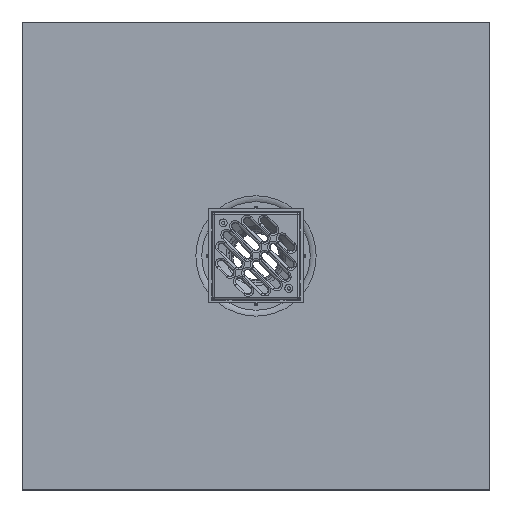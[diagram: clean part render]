
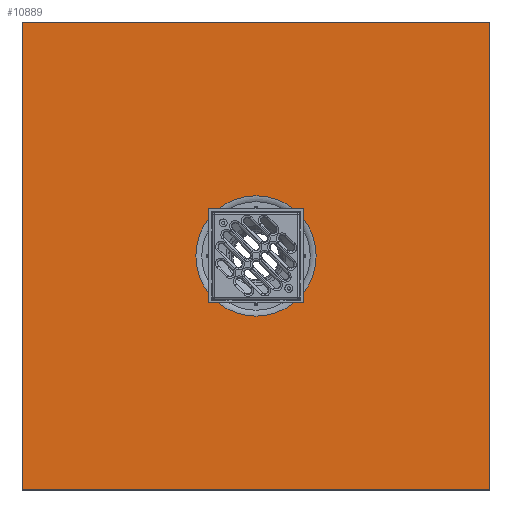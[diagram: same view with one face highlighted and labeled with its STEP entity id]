
A CAD part, top view. The second image highlights one B-rep face of the part: STEP entity #10889.
In plain terms, the highlighted planar face has unit normal (0, 0, 1).
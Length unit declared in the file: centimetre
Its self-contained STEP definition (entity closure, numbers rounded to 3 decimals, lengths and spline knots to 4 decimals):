
#228=FACE_BOUND('',#3049,.T.);
#342=PLANE('',#12018);
#743=LINE('',#19500,#1365);
#747=LINE('',#19507,#1369);
#750=LINE('',#19513,#1372);
#751=LINE('',#19515,#1373);
#1365=VECTOR('',#14452,1.);
#1369=VECTOR('',#14458,1.);
#1372=VECTOR('',#14463,1.);
#1373=VECTOR('',#14466,1.);
#2314=FACE_OUTER_BOUND('',#3048,.T.);
#3048=EDGE_LOOP('',(#8478,#8479,#8480,#8481));
#3049=EDGE_LOOP('',(#8482));
#3968=CIRCLE('',#11988,64.3137);
#4894=VERTEX_POINT('',#19451);
#4909=VERTEX_POINT('',#19497);
#4910=VERTEX_POINT('',#19499);
#4912=VERTEX_POINT('',#19505);
#4914=VERTEX_POINT('',#19511);
#6156=EDGE_CURVE('',#4894,#4894,#3968,.T.);
#6179=EDGE_CURVE('',#4909,#4910,#743,.T.);
#6183=EDGE_CURVE('',#4912,#4909,#747,.T.);
#6186=EDGE_CURVE('',#4914,#4912,#750,.T.);
#6187=EDGE_CURVE('',#4910,#4914,#751,.T.);
#8478=ORIENTED_EDGE('',*,*,#6179,.F.);
#8479=ORIENTED_EDGE('',*,*,#6183,.F.);
#8480=ORIENTED_EDGE('',*,*,#6186,.F.);
#8481=ORIENTED_EDGE('',*,*,#6187,.F.);
#8482=ORIENTED_EDGE('',*,*,#6156,.T.);
#10889=ADVANCED_FACE('',(#2314,#228),#342,.F.);
#11988=AXIS2_PLACEMENT_3D('',#19452,#14392,#14393);
#12018=AXIS2_PLACEMENT_3D('',#19514,#14464,#14465);
#14392=DIRECTION('center_axis',(0.,0.,-1.));
#14393=DIRECTION('ref_axis',(1.,0.,0.));
#14452=DIRECTION('',(0.,-1.,0.));
#14458=DIRECTION('',(1.,0.,0.));
#14463=DIRECTION('',(0.,1.,0.));
#14464=DIRECTION('center_axis',(0.,0.,-1.));
#14465=DIRECTION('ref_axis',(-1.,0.,0.));
#14466=DIRECTION('',(-1.,0.,0.));
#19451=CARTESIAN_POINT('',(13.1972,187.093,228.));
#19452=CARTESIAN_POINT('Origin',(13.1972,251.4067,228.));
#19497=CARTESIAN_POINT('',(263.1972,501.4067,228.));
#19499=CARTESIAN_POINT('',(263.1972,1.4067,228.));
#19500=CARTESIAN_POINT('',(263.1972,251.4067,228.));
#19505=CARTESIAN_POINT('',(-236.8028,501.4067,228.));
#19507=CARTESIAN_POINT('',(13.1972,501.4067,228.));
#19511=CARTESIAN_POINT('',(-236.8028,1.4067,228.));
#19513=CARTESIAN_POINT('',(-236.8028,251.4067,228.));
#19514=CARTESIAN_POINT('Origin',(13.1972,251.4067,228.));
#19515=CARTESIAN_POINT('',(13.1972,1.4067,228.));
